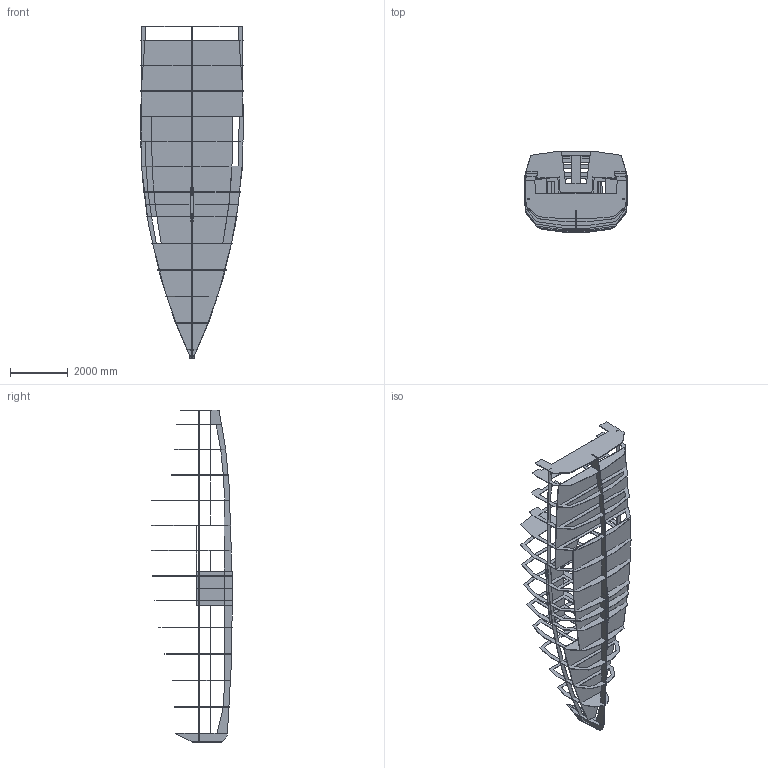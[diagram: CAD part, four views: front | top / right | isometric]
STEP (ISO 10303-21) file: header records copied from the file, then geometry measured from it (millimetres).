
FILE_DESCRIPTION(('FreeCAD Model'),'2;1');
FILE_NAME('Open CASCADE Shape Model','2025-05-05T17:22:29',('FreeCAD'),( 'FreeCAD'),'Open CASCADE STEP processor 7.6','FreeCAD','Unknown');
FILE_SCHEMA(('AUTOMOTIVE_DESIGN { 1 0 10303 214 1 1 1 1 }'));
Length unit declared in the file: millimetre
Products named in the file (1): Open CASCADE STEP translator 7.6 1
Bounding box: 3584.34 x 2790.14 x 11476.17 mm (x, y, z)
Volume: 1052153885.6 mm3; surface area: 152069673.6 mm2
Topology: 35 solids, 35 shells, 770 faces, 2100 edges, 1400 vertices
Faces by surface type: bspline 770
Entity records: 22260 total; most frequent: CARTESIAN_POINT 9191, ORIENTED_EDGE 4200, EDGE_CURVE 2100, B_SPLINE_CURVE_WITH_KNOTS 2068, VERTEX_POINT 1400, FACE_BOUND 846, EDGE_LOOP 846, ADVANCED_FACE 770
